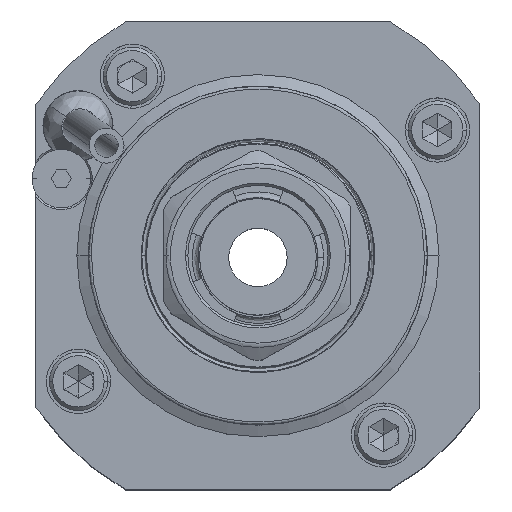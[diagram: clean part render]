
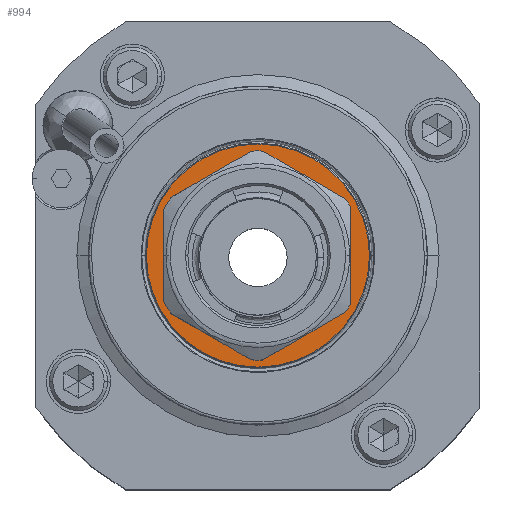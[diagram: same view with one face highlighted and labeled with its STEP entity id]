
A CAD part, top view. The second image highlights one B-rep face of the part: STEP entity #994.
In plain terms, the highlighted planar face has unit normal (0, 0, -1).
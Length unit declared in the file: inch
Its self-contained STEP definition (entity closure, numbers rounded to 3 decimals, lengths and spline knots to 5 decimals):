
#144 = CARTESIAN_POINT ( 'NONE',  ( -0.75197, 0., 2.95276 ) ) ;
#198 = ORIENTED_EDGE ( 'NONE', *, *, #3271, .T. ) ;
#251 = CARTESIAN_POINT ( 'NONE',  ( -0.63406, 0.30759, 2.95276 ) ) ;
#525 = FACE_BOUND ( 'NONE', #16311, .T. ) ;
#994 = ADVANCED_FACE ( 'NONE', ( #11309, #525 ), #13940, .T. ) ;
#1111 = DIRECTION ( 'NONE',  ( 0., 1., 0. ) ) ;
#1273 = DIRECTION ( 'NONE',  ( -1., 0., 0. ) ) ;
#1302 = DIRECTION ( 'NONE',  ( 0., 0., 1. ) ) ;
#1448 = CARTESIAN_POINT ( 'NONE',  ( 0., 0., 2.95276 ) ) ;
#1515 = ORIENTED_EDGE ( 'NONE', *, *, #10062, .T. ) ;
#1571 = CARTESIAN_POINT ( 'NONE',  ( -0.63406, -0.30759, 2.95276 ) ) ;
#1611 = DIRECTION ( 'NONE',  ( -1., 0., 0. ) ) ;
#1632 = DIRECTION ( 'NONE',  ( -1., 0., 0. ) ) ;
#1704 = CARTESIAN_POINT ( 'NONE',  ( -0.00551, -0.72578, 2.95276 ) ) ;
#1857 = CARTESIAN_POINT ( 'NONE',  ( 0.75197, 0., 2.95276 ) ) ;
#1999 = CARTESIAN_POINT ( 'NONE',  ( 0.59355, -0.37991, 2.95276 ) ) ;
#2013 = DIRECTION ( 'NONE',  ( -0.866, -0.5, 0. ) ) ;
#2034 = EDGE_CURVE ( 'NONE', #15880, #11189, #6408, .T. ) ;
#2234 = CARTESIAN_POINT ( 'NONE',  ( -0.58689, -0.39012, 2.95276 ) ) ;
#2268 = CARTESIAN_POINT ( 'NONE',  ( 0.59355, 0.37991, 2.95276 ) ) ;
#2671 = VERTEX_POINT ( 'NONE', #2268 ) ;
#2740 = ORIENTED_EDGE ( 'NONE', *, *, #3499, .T. ) ;
#2896 = CARTESIAN_POINT ( 'NONE',  ( 0., 0., 2.95276 ) ) ;
#2988 = DIRECTION ( 'NONE',  ( 0.866, 0.5, 0. ) ) ;
#3071 = CIRCLE ( 'NONE', #9889, 0.70472 ) ;
#3208 = CARTESIAN_POINT ( 'NONE',  ( 0., 0., 2.95276 ) ) ;
#3221 = DIRECTION ( 'NONE',  ( 0., 0., 1. ) ) ;
#3271 = EDGE_CURVE ( 'NONE', #9208, #5232, #8162, .T. ) ;
#3365 = CIRCLE ( 'NONE', #12875, 0.70472 ) ;
#3499 = EDGE_CURVE ( 'NONE', #13842, #4145, #8806, .T. ) ;
#3590 = VECTOR ( 'NONE', #4105, 39.37008 ) ;
#3594 = EDGE_CURVE ( 'NONE', #4611, #13626, #8496, .T. ) ;
#3749 = VECTOR ( 'NONE', #1111, 39.37008 ) ;
#3786 = ORIENTED_EDGE ( 'NONE', *, *, #12520, .T. ) ;
#3996 = ORIENTED_EDGE ( 'NONE', *, *, #4960, .T. ) ;
#4105 = DIRECTION ( 'NONE',  ( -0.866, 0.5, 0. ) ) ;
#4145 = VERTEX_POINT ( 'NONE', #144 ) ;
#4186 = CIRCLE ( 'NONE', #5552, 0.70472 ) ;
#4212 = VERTEX_POINT ( 'NONE', #1999 ) ;
#4323 = LINE ( 'NONE', #5517, #11973 ) ;
#4333 = VECTOR ( 'NONE', #13159, 39.37008 ) ;
#4462 = VECTOR ( 'NONE', #2013, 39.37008 ) ;
#4611 = VERTEX_POINT ( 'NONE', #12602 ) ;
#4812 = ORIENTED_EDGE ( 'NONE', *, *, #10360, .T. ) ;
#4960 = EDGE_CURVE ( 'NONE', #14273, #15880, #13075, .T. ) ;
#5197 = CARTESIAN_POINT ( 'NONE',  ( -0.58689, 0.39012, 2.95276 ) ) ;
#5225 = CARTESIAN_POINT ( 'NONE',  ( 0., 0., 2.95276 ) ) ;
#5231 = LINE ( 'NONE', #1704, #10089 ) ;
#5232 = VERTEX_POINT ( 'NONE', #16286 ) ;
#5375 = VERTEX_POINT ( 'NONE', #16703 ) ;
#5517 = CARTESIAN_POINT ( 'NONE',  ( -0.63406, -0.36289, 2.95276 ) ) ;
#5552 = AXIS2_PLACEMENT_3D ( 'NONE', #3208, #12396, #10788 ) ;
#5728 = DIRECTION ( 'NONE',  ( -1., 0., 0. ) ) ;
#5858 = CARTESIAN_POINT ( 'NONE',  ( 0., 0., 2.95276 ) ) ;
#6211 = CARTESIAN_POINT ( 'NONE',  ( 0.7874, 0., 2.95276 ) ) ;
#6215 = ORIENTED_EDGE ( 'NONE', *, *, #14506, .T. ) ;
#6264 = ORIENTED_EDGE ( 'NONE', *, *, #9266, .T. ) ;
#6297 = CIRCLE ( 'NONE', #13621, 0.70472 ) ;
#6408 = CIRCLE ( 'NONE', #8584, 0.70472 ) ;
#6843 = CARTESIAN_POINT ( 'NONE',  ( 0., 0., 2.95276 ) ) ;
#6878 = CARTESIAN_POINT ( 'NONE',  ( 0.62303, -0.32935, 2.95276 ) ) ;
#7326 = DIRECTION ( 'NONE',  ( 0., 0., -1. ) ) ;
#7395 = ORIENTED_EDGE ( 'NONE', *, *, #13341, .T. ) ;
#7630 = ORIENTED_EDGE ( 'NONE', *, *, #2034, .T. ) ;
#7956 = DIRECTION ( 'NONE',  ( -1., 0., 0. ) ) ;
#8020 = DIRECTION ( 'NONE',  ( -1., 0., 0. ) ) ;
#8124 = DIRECTION ( 'NONE',  ( 0., 0., -1. ) ) ;
#8162 = LINE ( 'NONE', #8950, #3749 ) ;
#8436 = AXIS2_PLACEMENT_3D ( 'NONE', #6211, #7326, #5728 ) ;
#8496 = LINE ( 'NONE', #13665, #4462 ) ;
#8584 = AXIS2_PLACEMENT_3D ( 'NONE', #1448, #13187, #1611 ) ;
#8806 = CIRCLE ( 'NONE', #16662, 0.75197 ) ;
#8950 = CARTESIAN_POINT ( 'NONE',  ( 0.62303, -0.36289, 2.95276 ) ) ;
#9179 = CARTESIAN_POINT ( 'NONE',  ( -0.04441, -0.70332, 2.95276 ) ) ;
#9208 = VERTEX_POINT ( 'NONE', #6878 ) ;
#9234 = VERTEX_POINT ( 'NONE', #9179 ) ;
#9266 = EDGE_CURVE ( 'NONE', #11189, #9234, #4323, .T. ) ;
#9388 = ORIENTED_EDGE ( 'NONE', *, *, #16232, .T. ) ;
#9478 = ORIENTED_EDGE ( 'NONE', *, *, #15046, .T. ) ;
#9889 = AXIS2_PLACEMENT_3D ( 'NONE', #12239, #3221, #11840 ) ;
#10062 = EDGE_CURVE ( 'NONE', #5375, #4212, #5231, .T. ) ;
#10077 = LINE ( 'NONE', #15818, #3590 ) ;
#10089 = VECTOR ( 'NONE', #2988, 39.37008 ) ;
#10216 = VERTEX_POINT ( 'NONE', #14891 ) ;
#10360 = EDGE_CURVE ( 'NONE', #10216, #4611, #6297, .T. ) ;
#10788 = DIRECTION ( 'NONE',  ( -1., 0., 0. ) ) ;
#10830 = ORIENTED_EDGE ( 'NONE', *, *, #3594, .T. ) ;
#10867 = DIRECTION ( 'NONE',  ( 0., 0., -1. ) ) ;
#11189 = VERTEX_POINT ( 'NONE', #2234 ) ;
#11309 = FACE_OUTER_BOUND ( 'NONE', #14341, .T. ) ;
#11840 = DIRECTION ( 'NONE',  ( -1., 0., 0. ) ) ;
#11973 = VECTOR ( 'NONE', #15870, 39.37008 ) ;
#12167 = DIRECTION ( 'NONE',  ( 0., 0., 1. ) ) ;
#12239 = CARTESIAN_POINT ( 'NONE',  ( 0., 0., 2.95276 ) ) ;
#12396 = DIRECTION ( 'NONE',  ( 0., 0., 1. ) ) ;
#12520 = EDGE_CURVE ( 'NONE', #9234, #5375, #3071, .T. ) ;
#12602 = CARTESIAN_POINT ( 'NONE',  ( -0.04441, 0.70332, 2.95276 ) ) ;
#12875 = AXIS2_PLACEMENT_3D ( 'NONE', #2896, #12167, #8020 ) ;
#12938 = ORIENTED_EDGE ( 'NONE', *, *, #16306, .T. ) ;
#12993 = CIRCLE ( 'NONE', #16510, 0.75197 ) ;
#13075 = LINE ( 'NONE', #15698, #4333 ) ;
#13159 = DIRECTION ( 'NONE',  ( 0., -1., 0. ) ) ;
#13187 = DIRECTION ( 'NONE',  ( 0., 0., 1. ) ) ;
#13341 = EDGE_CURVE ( 'NONE', #2671, #10216, #10077, .T. ) ;
#13621 = AXIS2_PLACEMENT_3D ( 'NONE', #14198, #16490, #1273 ) ;
#13626 = VERTEX_POINT ( 'NONE', #5197 ) ;
#13665 = CARTESIAN_POINT ( 'NONE',  ( -0.00551, 0.72578, 2.95276 ) ) ;
#13842 = VERTEX_POINT ( 'NONE', #1857 ) ;
#13940 = PLANE ( 'NONE',  #8436 ) ;
#14198 = CARTESIAN_POINT ( 'NONE',  ( 0., 0., 2.95276 ) ) ;
#14273 = VERTEX_POINT ( 'NONE', #251 ) ;
#14341 = EDGE_LOOP ( 'NONE', ( #12938, #2740 ) ) ;
#14506 = EDGE_CURVE ( 'NONE', #4212, #9208, #4186, .T. ) ;
#14786 = DIRECTION ( 'NONE',  ( -1., 0., 0. ) ) ;
#14891 = CARTESIAN_POINT ( 'NONE',  ( 0.03223, 0.70399, 2.95276 ) ) ;
#14899 = AXIS2_PLACEMENT_3D ( 'NONE', #5225, #1302, #7956 ) ;
#15046 = EDGE_CURVE ( 'NONE', #13626, #14273, #3365, .T. ) ;
#15698 = CARTESIAN_POINT ( 'NONE',  ( -0.63406, 0.36289, 2.95276 ) ) ;
#15818 = CARTESIAN_POINT ( 'NONE',  ( 0.62303, 0.36289, 2.95276 ) ) ;
#15870 = DIRECTION ( 'NONE',  ( 0.866, -0.5, 0. ) ) ;
#15880 = VERTEX_POINT ( 'NONE', #1571 ) ;
#16232 = EDGE_CURVE ( 'NONE', #5232, #2671, #16475, .T. ) ;
#16286 = CARTESIAN_POINT ( 'NONE',  ( 0.62303, 0.32935, 2.95276 ) ) ;
#16306 = EDGE_CURVE ( 'NONE', #4145, #13842, #12993, .T. ) ;
#16311 = EDGE_LOOP ( 'NONE', ( #9478, #3996, #7630, #6264, #3786, #1515, #6215, #198, #9388, #7395, #4812, #10830 ) ) ;
#16475 = CIRCLE ( 'NONE', #14899, 0.70472 ) ;
#16490 = DIRECTION ( 'NONE',  ( 0., 0., 1. ) ) ;
#16510 = AXIS2_PLACEMENT_3D ( 'NONE', #6843, #8124, #1632 ) ;
#16662 = AXIS2_PLACEMENT_3D ( 'NONE', #5858, #10867, #14786 ) ;
#16703 = CARTESIAN_POINT ( 'NONE',  ( 0.03223, -0.70399, 2.95276 ) ) ;
